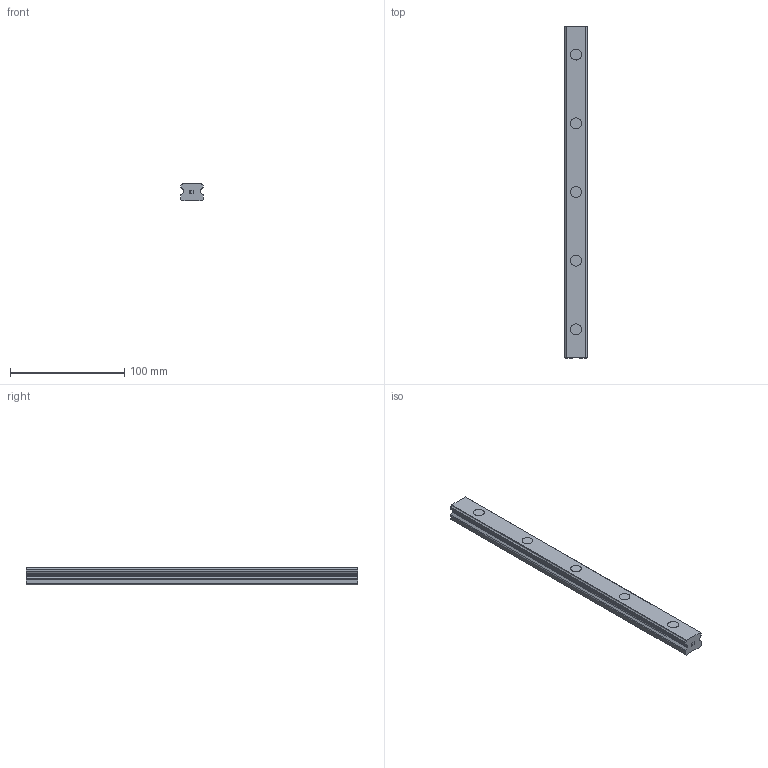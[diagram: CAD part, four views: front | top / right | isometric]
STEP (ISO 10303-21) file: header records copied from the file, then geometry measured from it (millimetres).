
FILE_DESCRIPTION(('STEP AP214'),'1');
FILE_NAME('cctmp_77A404A1-8E00-4D8F-AF79-C49A055A341A_2021_02_04_10_09_32_0498..stp','2021-02-04T09:09:32',('HIWIN GmbH'),('CADClick - www.CADClick.com'),'Spatial InterOp 3D',' ','unknown authorization');
FILE_SCHEMA(('AUTOMOTIVE_DESIGN'));
Length unit declared in the file: millimetre
Products named in the file (1): EGR20R290C_FILE
Bounding box: 20 x 290 x 15.5 mm (x, y, z)
Volume: 77701.8 mm3; surface area: 23767.4 mm2
Topology: 1 solids, 1 shells, 163 faces, 421 edges, 274 vertices
Faces by surface type: plane 115, cylinder 48
Entity records: 6279 total; most frequent: DIRECTION 865, CARTESIAN_POINT 859, ORIENTED_EDGE 842, EDGE_CURVE 421, LINE 305, VECTOR 305, AXIS2_PLACEMENT_3D 280, VERTEX_POINT 274
